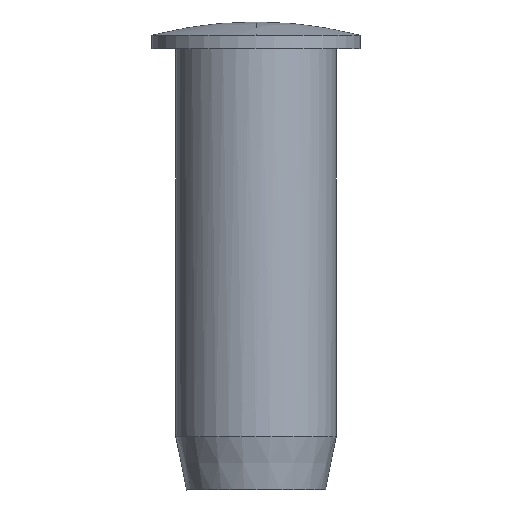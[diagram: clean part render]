
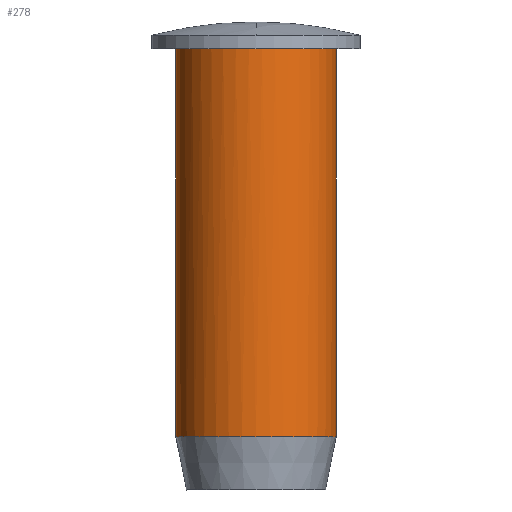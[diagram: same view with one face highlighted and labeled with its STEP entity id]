
A CAD part, front view. The second image highlights one B-rep face of the part: STEP entity #278.
In plain terms, the highlighted cylindrical face has radius 3 mm (diameter 6 mm), a partial arc.
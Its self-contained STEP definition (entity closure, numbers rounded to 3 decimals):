
#251=AXIS2_PLACEMENT_3D('Cylinder Axis2P3D',#248,#249,#250) ;
#262=AXIS2_PLACEMENT_3D('Circle Axis2P3D',#260,#261,$) ;
#124=CARTESIAN_POINT('Control Point',(6.9,3.9,16.5)) ;
#125=CARTESIAN_POINT('Control Point',(6.9,3.561,16.5)) ;
#126=CARTESIAN_POINT('Control Point',(6.852,3.221,16.5)) ;
#127=CARTESIAN_POINT('Control Point',(6.756,2.891,16.5)) ;
#128=CARTESIAN_POINT('Control Point',(6.473,2.266,16.5)) ;
#129=CARTESIAN_POINT('Control Point',(6.028,1.745,16.5)) ;
#130=CARTESIAN_POINT('Control Point',(5.77,1.517,16.5)) ;
#131=CARTESIAN_POINT('Control Point',(5.197,1.142,16.5)) ;
#132=CARTESIAN_POINT('Control Point',(4.542,0.94,16.5)) ;
#133=CARTESIAN_POINT('Control Point',(4.202,0.886,16.5)) ;
#134=CARTESIAN_POINT('Control Point',(3.516,0.876,16.5)) ;
#135=CARTESIAN_POINT('Control Point',(2.855,1.057,16.5)) ;
#136=CARTESIAN_POINT('Control Point',(2.539,1.194,16.5)) ;
#137=CARTESIAN_POINT('Control Point',(1.955,1.553,16.5)) ;
#138=CARTESIAN_POINT('Control Point',(1.494,2.06,16.5)) ;
#139=CARTESIAN_POINT('Control Point',(1.301,2.345,16.5)) ;
#140=CARTESIAN_POINT('Control Point',(1.067,2.823,16.5)) ;
#141=CARTESIAN_POINT('Control Point',(0.944,3.338,16.5)) ;
#142=CARTESIAN_POINT('Control Point',(0.915,3.524,16.5)) ;
#143=CARTESIAN_POINT('Control Point',(0.9,3.712,16.5)) ;
#144=CARTESIAN_POINT('Control Point',(0.9,3.9,16.5)) ;
#145=CARTESIAN_POINT('Vertex',(6.9,3.9,16.5)) ;
#147=CARTESIAN_POINT('Vertex',(0.9,3.9,16.5)) ;
#248=CARTESIAN_POINT('Axis2P3D Location',(3.9,3.9,16.5)) ;
#253=CARTESIAN_POINT('Line Origine',(0.9,3.9,16.5)) ;
#257=CARTESIAN_POINT('Vertex',(0.9,3.9,2.)) ;
#260=CARTESIAN_POINT('Axis2P3D Location',(3.9,3.9,2.)) ;
#264=CARTESIAN_POINT('Vertex',(6.9,3.9,2.)) ;
#267=CARTESIAN_POINT('Line Origine',(6.9,3.9,16.5)) ;
#249=DIRECTION('Axis2P3D Direction',(0.,0.,-1.)) ;
#250=DIRECTION('Axis2P3D XDirection',(-1.,0.,-0.)) ;
#254=DIRECTION('Vector Direction',(0.,0.,-1.)) ;
#261=DIRECTION('Axis2P3D Direction',(0.,0.,-1.)) ;
#268=DIRECTION('Vector Direction',(0.,0.,-1.)) ;
#255=VECTOR('Line Direction',#254,1.) ;
#269=VECTOR('Line Direction',#268,1.) ;
#273=ORIENTED_EDGE('',*,*,#259,.F.) ;
#274=ORIENTED_EDGE('',*,*,#266,.T.) ;
#275=ORIENTED_EDGE('',*,*,#271,.F.) ;
#276=ORIENTED_EDGE('',*,*,#149,.T.) ;
#278=ADVANCED_FACE('CABTITE BP 6MM PA',(#277),#252,.T.) ;
#123=B_SPLINE_CURVE_WITH_KNOTS('',5,(#124,#125,#126,#127,#128,#129,#130,#131,#132,#133,#134,#135,#136,#137,#138,#139,#140,#141,#142,#143,#144),.UNSPECIFIED.,.F.,.U.,(6,3,3,3,3,3,6),(0.,2.407,4.815,7.222,9.629,12.036,13.369),.UNSPECIFIED.) ;
#263=CIRCLE('generated circle',#262,3.) ;
#252=CYLINDRICAL_SURFACE('generated cylinder',#251,3.) ;
#149=EDGE_CURVE('',#146,#148,#123,.T.) ;
#259=EDGE_CURVE('',#258,#148,#256,.F.) ;
#266=EDGE_CURVE('',#258,#265,#263,.F.) ;
#271=EDGE_CURVE('',#146,#265,#270,.T.) ;
#272=EDGE_LOOP('',(#273,#274,#275,#276)) ;
#277=FACE_OUTER_BOUND('',#272,.T.) ;
#256=LINE('Line',#253,#255) ;
#270=LINE('Line',#267,#269) ;
#146=VERTEX_POINT('',#145) ;
#148=VERTEX_POINT('',#147) ;
#258=VERTEX_POINT('',#257) ;
#265=VERTEX_POINT('',#264) ;
